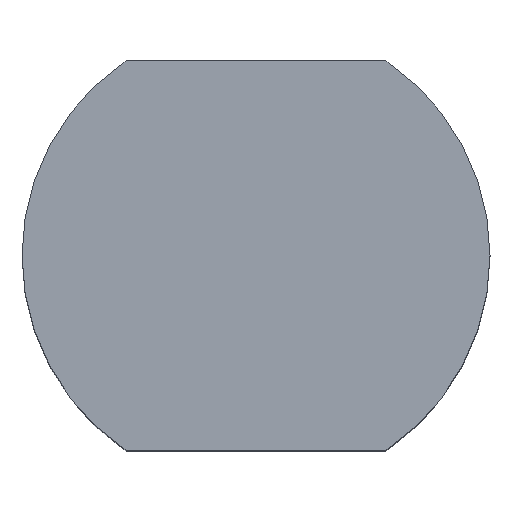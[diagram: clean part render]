
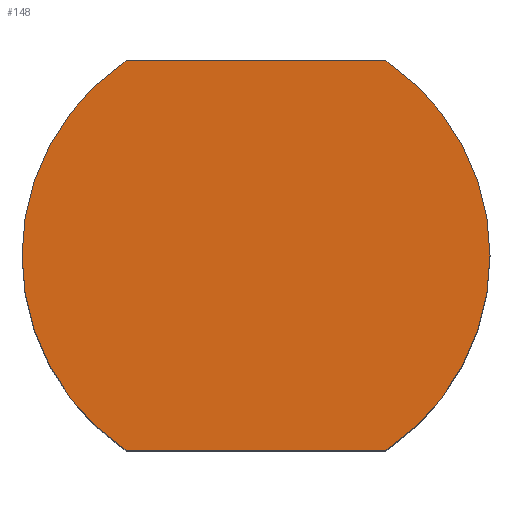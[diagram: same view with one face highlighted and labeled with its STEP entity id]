
A CAD part, top view. The second image highlights one B-rep face of the part: STEP entity #148.
In plain terms, the highlighted planar face has unit normal (0, 0, 1).
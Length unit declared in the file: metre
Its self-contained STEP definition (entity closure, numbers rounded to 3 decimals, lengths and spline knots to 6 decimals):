
#16=CIRCLE('',#171,0.00475);
#18=CIRCLE('',#175,0.00475);
#42=ORIENTED_EDGE('',*,*,#62,.T.);
#43=ORIENTED_EDGE('',*,*,#66,.T.);
#44=ORIENTED_EDGE('',*,*,#69,.F.);
#45=ORIENTED_EDGE('',*,*,#71,.T.);
#62=EDGE_CURVE('',#80,#79,#92,.T.);
#66=EDGE_CURVE('',#79,#82,#16,.T.);
#69=EDGE_CURVE('',#84,#82,#97,.T.);
#71=EDGE_CURVE('',#84,#80,#18,.T.);
#79=VERTEX_POINT('',#238);
#80=VERTEX_POINT('',#240);
#82=VERTEX_POINT('',#246);
#84=VERTEX_POINT('',#252);
#92=LINE('',#239,#100);
#97=LINE('',#253,#105);
#100=VECTOR('',#192,1.);
#105=VECTOR('',#205,1.);
#110=EDGE_LOOP('',(#42,#43,#44,#45));
#126=FACE_BOUND('',#110,.T.);
#140=PLANE('',#176);
#148=ADVANCED_FACE('',(#126),#140,.T.);
#171=AXIS2_PLACEMENT_3D('',#247,#199,#200);
#175=AXIS2_PLACEMENT_3D('',#256,#210,#211);
#176=AXIS2_PLACEMENT_3D('',#257,#212,#213);
#192=DIRECTION('',(-1.,0.,0.));
#199=DIRECTION('',(0.,0.,1.));
#200=DIRECTION('',(1.,0.,0.));
#205=DIRECTION('',(-1.,0.,0.));
#210=DIRECTION('',(0.,0.,1.));
#211=DIRECTION('',(1.,0.,0.));
#212=DIRECTION('',(0.,0.,1.));
#213=DIRECTION('',(1.,0.,0.));
#238=CARTESIAN_POINT('',(-0.002638,0.00395,0.0101));
#239=CARTESIAN_POINT('',(-0.001319,0.00395,0.0101));
#240=CARTESIAN_POINT('',(0.002638,0.00395,0.0101));
#246=CARTESIAN_POINT('',(-0.002638,-0.00395,0.0101));
#247=CARTESIAN_POINT('',(0.,0.,0.0101));
#252=CARTESIAN_POINT('',(0.002638,-0.00395,0.0101));
#253=CARTESIAN_POINT('',(-0.001319,-0.00395,0.0101));
#256=CARTESIAN_POINT('',(0.,0.,0.0101));
#257=CARTESIAN_POINT('',(0.,0.,0.0101));
